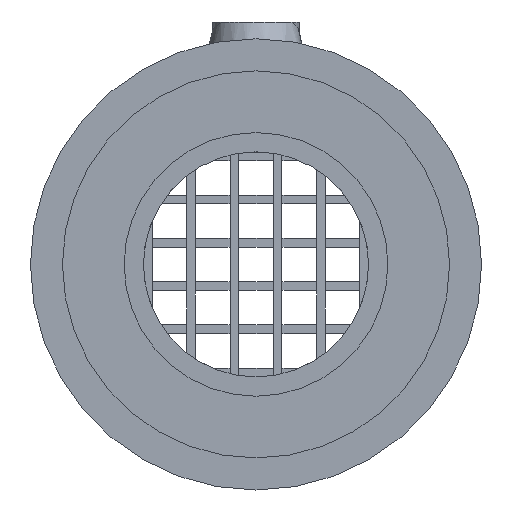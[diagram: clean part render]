
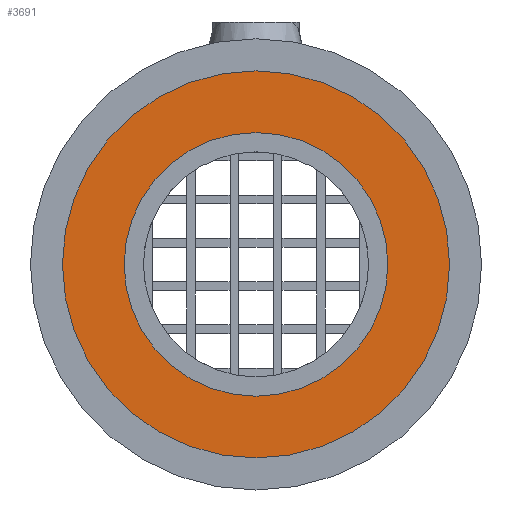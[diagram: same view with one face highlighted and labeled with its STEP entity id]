
A CAD part, front view. The second image highlights one B-rep face of the part: STEP entity #3691.
In plain terms, the highlighted planar face has unit normal (0, -1, 0).
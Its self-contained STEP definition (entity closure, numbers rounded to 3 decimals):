
#82=FACE_BOUND('',#688,.T.);
#285=PLANE('',#3972);
#458=FACE_OUTER_BOUND('',#687,.T.);
#687=EDGE_LOOP('',(#3475,#3476));
#688=EDGE_LOOP('',(#3477,#3478));
#798=CIRCLE('',#3970,11.18);
#799=CIRCLE('',#3971,11.18);
#800=CIRCLE('',#3973,7.615);
#801=CIRCLE('',#3974,7.615);
#1873=VERTEX_POINT('',#7089);
#1874=VERTEX_POINT('',#7090);
#1875=VERTEX_POINT('',#7095);
#1876=VERTEX_POINT('',#7096);
#2410=EDGE_CURVE('',#1873,#1874,#798,.T.);
#2412=EDGE_CURVE('',#1874,#1873,#799,.T.);
#2413=EDGE_CURVE('',#1875,#1876,#800,.T.);
#2414=EDGE_CURVE('',#1876,#1875,#801,.T.);
#3475=ORIENTED_EDGE('',*,*,#2410,.F.);
#3476=ORIENTED_EDGE('',*,*,#2412,.F.);
#3477=ORIENTED_EDGE('',*,*,#2413,.T.);
#3478=ORIENTED_EDGE('',*,*,#2414,.T.);
#3691=ADVANCED_FACE('',(#458,#82),#285,.T.);
#3970=AXIS2_PLACEMENT_3D('',#7091,#4878,#4879);
#3971=AXIS2_PLACEMENT_3D('',#7093,#4881,#4882);
#3972=AXIS2_PLACEMENT_3D('',#7094,#4883,#4884);
#3973=AXIS2_PLACEMENT_3D('',#7097,#4885,#4886);
#3974=AXIS2_PLACEMENT_3D('',#7098,#4887,#4888);
#4878=DIRECTION('center_axis',(0.,1.,0.));
#4879=DIRECTION('ref_axis',(1.,0.,0.));
#4881=DIRECTION('center_axis',(0.,1.,0.));
#4882=DIRECTION('ref_axis',(1.,0.,0.));
#4883=DIRECTION('center_axis',(0.,-1.,0.));
#4884=DIRECTION('ref_axis',(0.,0.,-1.));
#4885=DIRECTION('center_axis',(0.,1.,0.));
#4886=DIRECTION('ref_axis',(1.,0.,0.));
#4887=DIRECTION('center_axis',(0.,1.,0.));
#4888=DIRECTION('ref_axis',(1.,0.,0.));
#7089=CARTESIAN_POINT('',(0.,17.,11.18));
#7090=CARTESIAN_POINT('',(0.,17.,-11.18));
#7091=CARTESIAN_POINT('Origin',(0.,17.,0.));
#7093=CARTESIAN_POINT('Origin',(0.,17.,0.));
#7094=CARTESIAN_POINT('Origin',(0.,17.,11.18));
#7095=CARTESIAN_POINT('',(0.,17.,7.615));
#7096=CARTESIAN_POINT('',(0.,17.,-7.615));
#7097=CARTESIAN_POINT('Origin',(0.,17.,0.));
#7098=CARTESIAN_POINT('Origin',(0.,17.,0.));
